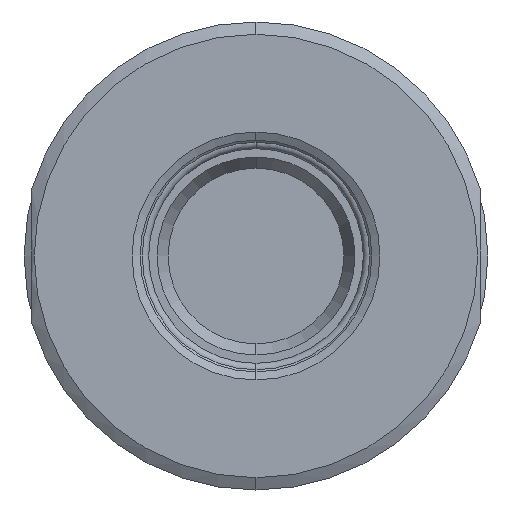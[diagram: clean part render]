
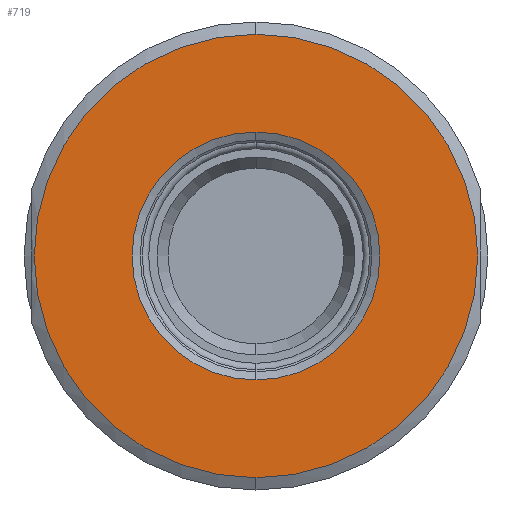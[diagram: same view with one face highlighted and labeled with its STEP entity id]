
A CAD part, left-side view. The second image highlights one B-rep face of the part: STEP entity #719.
In plain terms, the highlighted planar face has unit normal (-1, 0, 0).
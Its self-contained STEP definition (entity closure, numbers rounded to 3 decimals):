
#39 = CIRCLE ( 'NONE', #71, 54.421 ) ;
#46 = DIRECTION ( 'NONE',  ( 0., 0., 1. ) ) ;
#71 = AXIS2_PLACEMENT_3D ( 'NONE', #1196, #271, #1279 ) ;
#88 = CARTESIAN_POINT ( 'NONE',  ( 9.246, 0., 0. ) ) ;
#96 = CARTESIAN_POINT ( 'NONE',  ( 9.246, 0., -54.421 ) ) ;
#140 = AXIS2_PLACEMENT_3D ( 'NONE', #613, #1183, #728 ) ;
#186 = ORIENTED_EDGE ( 'NONE', *, *, #829, .F. ) ;
#225 = DIRECTION ( 'NONE',  ( -1., 0., 0. ) ) ;
#238 = CARTESIAN_POINT ( 'NONE',  ( 9.246, 0., -30.421 ) ) ;
#252 = ORIENTED_EDGE ( 'NONE', *, *, #914, .F. ) ;
#269 = DIRECTION ( 'NONE',  ( -1., 0., 0. ) ) ;
#271 = DIRECTION ( 'NONE',  ( -1., 0., 0. ) ) ;
#302 = VERTEX_POINT ( 'NONE', #238 ) ;
#409 = CIRCLE ( 'NONE', #1475, 54.421 ) ;
#428 = CIRCLE ( 'NONE', #140, 30.421 ) ;
#429 = VERTEX_POINT ( 'NONE', #523 ) ;
#480 = ORIENTED_EDGE ( 'NONE', *, *, #1402, .T. ) ;
#486 = CARTESIAN_POINT ( 'NONE',  ( 9.246, 0., 0. ) ) ;
#490 = DIRECTION ( 'NONE',  ( 0., 0., 1. ) ) ;
#523 = CARTESIAN_POINT ( 'NONE',  ( 9.246, 0., 30.421 ) ) ;
#538 = CARTESIAN_POINT ( 'NONE',  ( 9.246, 0., 0. ) ) ;
#613 = CARTESIAN_POINT ( 'NONE',  ( 9.246, 0., 0. ) ) ;
#647 = PLANE ( 'NONE',  #669 ) ;
#650 = DIRECTION ( 'NONE',  ( 1., 0., 0. ) ) ;
#658 = CIRCLE ( 'NONE', #1230, 30.421 ) ;
#669 = AXIS2_PLACEMENT_3D ( 'NONE', #88, #650, #1319 ) ;
#685 = EDGE_LOOP ( 'NONE', ( #480, #1287 ) ) ;
#696 = FACE_OUTER_BOUND ( 'NONE', #685, .T. ) ;
#719 = ADVANCED_FACE ( 'NONE', ( #1200, #696 ), #647, .F. ) ;
#728 = DIRECTION ( 'NONE',  ( 0., 0., 1. ) ) ;
#770 = CARTESIAN_POINT ( 'NONE',  ( 9.246, 0., 54.421 ) ) ;
#821 = VERTEX_POINT ( 'NONE', #770 ) ;
#829 = EDGE_CURVE ( 'NONE', #429, #302, #658, .T. ) ;
#848 = EDGE_CURVE ( 'NONE', #821, #1392, #39, .T. ) ;
#907 = EDGE_LOOP ( 'NONE', ( #186, #252 ) ) ;
#914 = EDGE_CURVE ( 'NONE', #302, #429, #428, .T. ) ;
#1183 = DIRECTION ( 'NONE',  ( -1., 0., 0. ) ) ;
#1196 = CARTESIAN_POINT ( 'NONE',  ( 9.246, 0., 0. ) ) ;
#1200 = FACE_BOUND ( 'NONE', #907, .T. ) ;
#1230 = AXIS2_PLACEMENT_3D ( 'NONE', #538, #225, #490 ) ;
#1279 = DIRECTION ( 'NONE',  ( 0., 0., 1. ) ) ;
#1287 = ORIENTED_EDGE ( 'NONE', *, *, #848, .T. ) ;
#1319 = DIRECTION ( 'NONE',  ( 0., 0., -1. ) ) ;
#1392 = VERTEX_POINT ( 'NONE', #96 ) ;
#1402 = EDGE_CURVE ( 'NONE', #1392, #821, #409, .T. ) ;
#1475 = AXIS2_PLACEMENT_3D ( 'NONE', #486, #269, #46 ) ;
